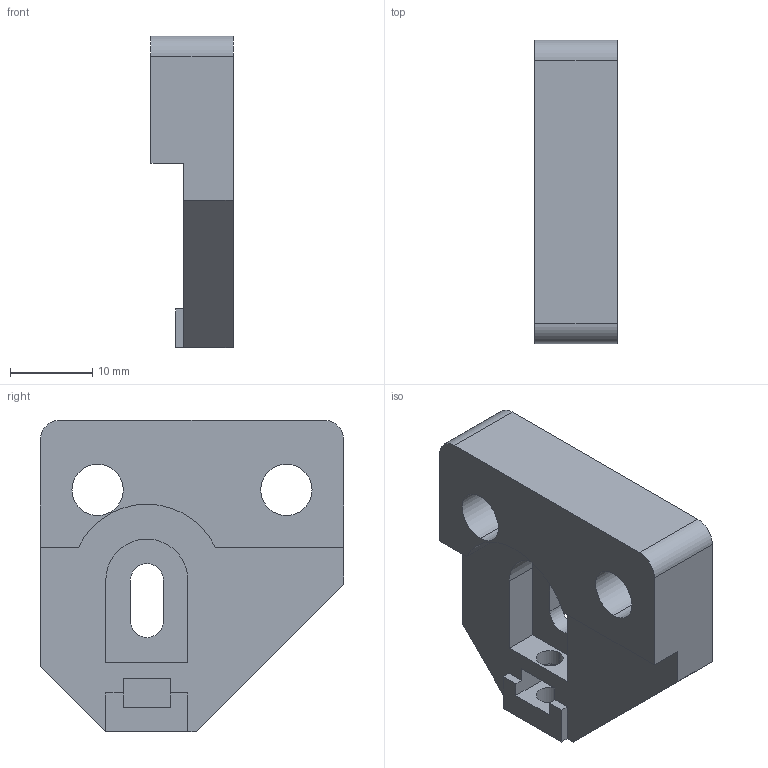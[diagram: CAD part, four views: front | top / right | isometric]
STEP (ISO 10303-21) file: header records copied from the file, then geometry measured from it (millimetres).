
FILE_DESCRIPTION (( 'STEP AP203' ), '1' );
FILE_NAME ('y_end_a.STEP', '2013-06-24T14:05:38', ( 'LVG' ), ( 'MouseComputer PC' ), 'SwSTEP 2.0', 'SolidWorks 2013', '' );
FILE_SCHEMA (( 'CONFIG_CONTROL_DESIGN' ));
Length unit declared in the file: millimetre
Products named in the file (1): y_end_a
Bounding box: 10 x 37 x 38 mm (x, y, z)
Volume: 7947.6 mm3; surface area: 4218.4 mm2
Topology: 1 solids, 1 shells, 44 faces, 122 edges, 81 vertices
Faces by surface type: plane 27, cylinder 17
Entity records: 1509 total; most frequent: CARTESIAN_POINT 248, DIRECTION 246, ORIENTED_EDGE 244, EDGE_CURVE 122, VECTOR 88, LINE 88, VERTEX_POINT 81, AXIS2_PLACEMENT_3D 79
